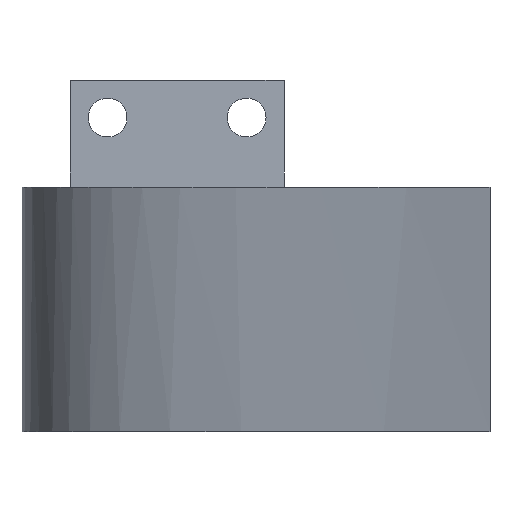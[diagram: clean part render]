
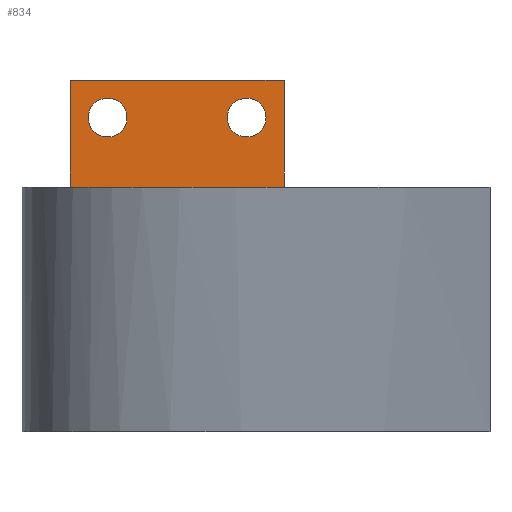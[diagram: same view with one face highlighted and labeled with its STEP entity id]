
A CAD part, front view. The second image highlights one B-rep face of the part: STEP entity #834.
In plain terms, the highlighted planar face has unit normal (0, -1, 0).
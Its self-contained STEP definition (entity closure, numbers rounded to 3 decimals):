
#35=FACE_BOUND('',#124,.T.);
#36=FACE_BOUND('',#125,.T.);
#46=PLANE('',#895);
#80=FACE_OUTER_BOUND('',#123,.T.);
#123=EDGE_LOOP('',(#585,#586,#587,#588));
#124=EDGE_LOOP('',(#589));
#125=EDGE_LOOP('',(#590));
#177=LINE('',#1172,#265);
#178=LINE('',#1174,#266);
#179=LINE('',#1176,#267);
#180=LINE('',#1177,#268);
#265=VECTOR('',#966,10.);
#266=VECTOR('',#967,10.);
#267=VECTOR('',#968,10.);
#268=VECTOR('',#969,10.);
#352=CIRCLE('',#891,1.45);
#354=CIRCLE('',#894,1.45);
#372=VERTEX_POINT('',#1160);
#374=VERTEX_POINT('',#1166);
#375=VERTEX_POINT('',#1170);
#376=VERTEX_POINT('',#1171);
#377=VERTEX_POINT('',#1173);
#378=VERTEX_POINT('',#1175);
#455=EDGE_CURVE('',#372,#372,#352,.T.);
#458=EDGE_CURVE('',#374,#374,#354,.T.);
#459=EDGE_CURVE('',#375,#376,#177,.T.);
#460=EDGE_CURVE('',#376,#377,#178,.T.);
#461=EDGE_CURVE('',#377,#378,#179,.T.);
#462=EDGE_CURVE('',#375,#378,#180,.T.);
#585=ORIENTED_EDGE('',*,*,#459,.T.);
#586=ORIENTED_EDGE('',*,*,#460,.T.);
#587=ORIENTED_EDGE('',*,*,#461,.T.);
#588=ORIENTED_EDGE('',*,*,#462,.F.);
#589=ORIENTED_EDGE('',*,*,#455,.T.);
#590=ORIENTED_EDGE('',*,*,#458,.T.);
#834=ADVANCED_FACE('',(#80,#35,#36),#46,.T.);
#891=AXIS2_PLACEMENT_3D('',#1162,#955,#956);
#894=AXIS2_PLACEMENT_3D('',#1168,#962,#963);
#895=AXIS2_PLACEMENT_3D('',#1169,#964,#965);
#955=DIRECTION('center_axis',(0.,1.,0.));
#956=DIRECTION('ref_axis',(0.,0.,1.));
#962=DIRECTION('center_axis',(0.,1.,0.));
#963=DIRECTION('ref_axis',(0.,0.,1.));
#964=DIRECTION('center_axis',(0.,-1.,0.));
#965=DIRECTION('ref_axis',(0.,0.,
-1.));
#966=DIRECTION('',(0.,0.,1.));
#967=DIRECTION('',(-1.,0.,0.));
#968=DIRECTION('',(0.,0.,-1.));
#969=DIRECTION('',(-1.,0.,0.));
#1160=CARTESIAN_POINT('',(-51.917,-12.049,44.348));
#1162=CARTESIAN_POINT('Origin',(-51.917,-12.049,45.798));
#1166=CARTESIAN_POINT('',(-41.517,-12.049,44.348));
#1168=CARTESIAN_POINT('Origin',(-41.517,-12.049,45.798));
#1169=CARTESIAN_POINT('Origin',(-40.812,-12.049,35.948));
#1170=CARTESIAN_POINT('',(-38.717,-12.049,40.598));
#1171=CARTESIAN_POINT('',(-38.717,-12.049,48.598));
#1172=CARTESIAN_POINT('',(-38.717,-12.049,39.773));
#1173=CARTESIAN_POINT('',(-54.717,-12.049,48.598));
#1174=CARTESIAN_POINT('',(-43.765,-12.049,48.598));
#1175=CARTESIAN_POINT('',(-54.717,-12.049,40.598));
#1176=CARTESIAN_POINT('',(-54.717,-12.049,41.598));
#1177=CARTESIAN_POINT('',(-40.815,-12.049,40.598));
